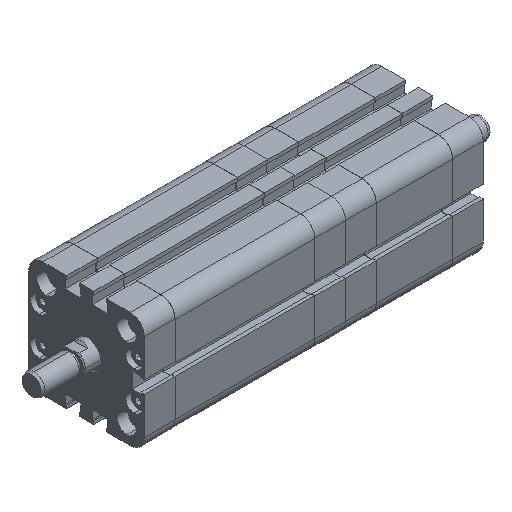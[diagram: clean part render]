
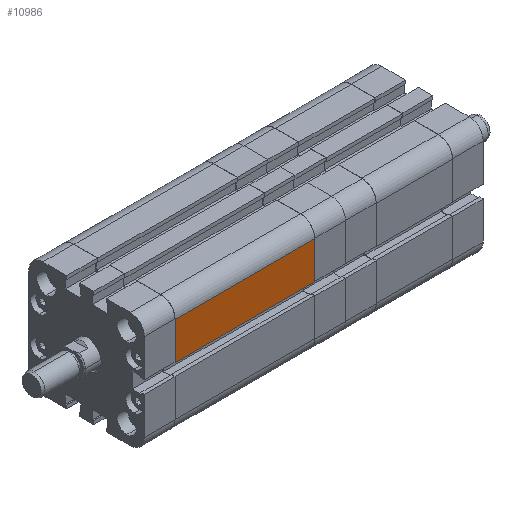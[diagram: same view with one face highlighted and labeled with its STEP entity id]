
A CAD part, isometric view. The second image highlights one B-rep face of the part: STEP entity #10986.
In plain terms, the highlighted planar face has unit normal (0, -1, 0).
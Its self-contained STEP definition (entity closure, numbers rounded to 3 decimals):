
#576 = CARTESIAN_POINT ( 'NONE',  ( 66., -27.25, -27.25 ) ) ;
#1030 = DIRECTION ( 'NONE',  ( 1., 0., 0. ) ) ;
#2220 = CARTESIAN_POINT ( 'NONE',  ( 0., -27.25, -20.45 ) ) ;
#5997 = DIRECTION ( 'NONE',  ( 0., 0., -1. ) ) ;
#7447 = ORIENTED_EDGE ( 'NONE', *, *, #35415, .F. ) ;
#8426 = LINE ( 'NONE', #576, #29791 ) ;
#9480 = CARTESIAN_POINT ( 'NONE',  ( 66., -27.25, -20.45 ) ) ;
#10986 = ADVANCED_FACE ( 'NONE', ( #24723 ), #36306, .F. ) ;
#11532 = LINE ( 'NONE', #31859, #25060 ) ;
#12663 = VERTEX_POINT ( 'NONE', #24102 ) ;
#15218 = LINE ( 'NONE', #23775, #29842 ) ;
#16131 = AXIS2_PLACEMENT_3D ( 'NONE', #30348, #33526, #16158 ) ;
#16158 = DIRECTION ( 'NONE',  ( 0., 0., 1. ) ) ;
#16900 = EDGE_CURVE ( 'NONE', #12663, #22985, #11532, .T. ) ;
#17815 = VERTEX_POINT ( 'NONE', #9480 ) ;
#18784 = EDGE_CURVE ( 'NONE', #19787, #12663, #27966, .T. ) ;
#19563 = CARTESIAN_POINT ( 'NONE',  ( 66.001, -27.25, -2.8 ) ) ;
#19787 = VERTEX_POINT ( 'NONE', #33052 ) ;
#21250 = EDGE_CURVE ( 'NONE', #22985, #17815, #15218, .T. ) ;
#22985 = VERTEX_POINT ( 'NONE', #2220 ) ;
#23775 = CARTESIAN_POINT ( 'NONE',  ( 66., -27.25, -20.45 ) ) ;
#24102 = CARTESIAN_POINT ( 'NONE',  ( 0., -27.25, -2.8 ) ) ;
#24723 = FACE_OUTER_BOUND ( 'NONE', #35581, .T. ) ;
#25060 = VECTOR ( 'NONE', #26047, 1000. ) ;
#26047 = DIRECTION ( 'NONE',  ( 0., 0., -1. ) ) ;
#26803 = VECTOR ( 'NONE', #30966, 1000. ) ;
#27219 = ORIENTED_EDGE ( 'NONE', *, *, #21250, .T. ) ;
#27966 = LINE ( 'NONE', #19563, #26803 ) ;
#29438 = ORIENTED_EDGE ( 'NONE', *, *, #18784, .T. ) ;
#29791 = VECTOR ( 'NONE', #5997, 1000. ) ;
#29842 = VECTOR ( 'NONE', #1030, 1000. ) ;
#30348 = CARTESIAN_POINT ( 'NONE',  ( 66., -27.25, -27.25 ) ) ;
#30966 = DIRECTION ( 'NONE',  ( -1., 0., 0. ) ) ;
#31859 = CARTESIAN_POINT ( 'NONE',  ( 0., -27.25, -27.25 ) ) ;
#32299 = ORIENTED_EDGE ( 'NONE', *, *, #16900, .T. ) ;
#33052 = CARTESIAN_POINT ( 'NONE',  ( 66., -27.25, -2.8 ) ) ;
#33526 = DIRECTION ( 'NONE',  ( 0., 1., 0. ) ) ;
#35415 = EDGE_CURVE ( 'NONE', #19787, #17815, #8426, .T. ) ;
#35581 = EDGE_LOOP ( 'NONE', ( #29438, #32299, #27219, #7447 ) ) ;
#36306 = PLANE ( 'NONE',  #16131 ) ;
